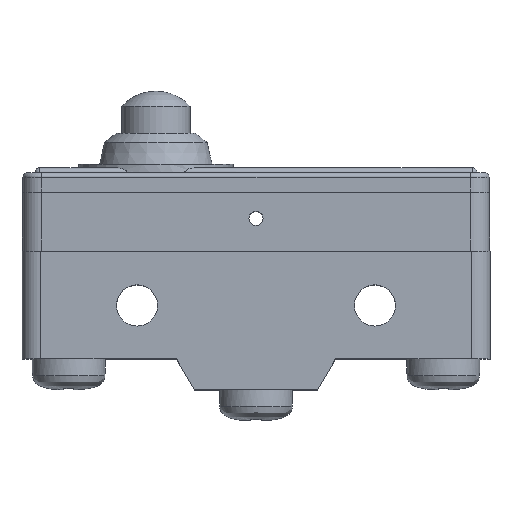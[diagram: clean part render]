
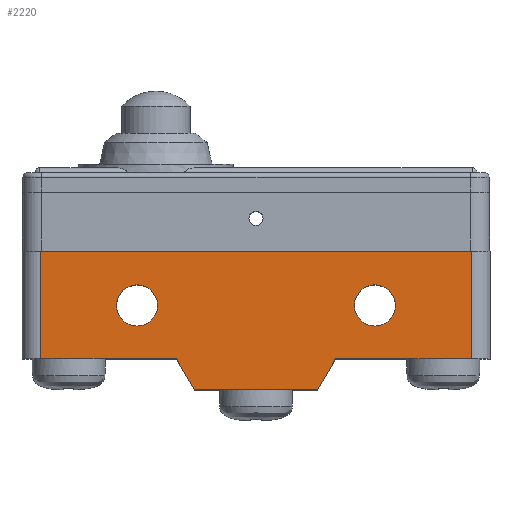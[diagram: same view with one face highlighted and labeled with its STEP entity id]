
A CAD part, top view. The second image highlights one B-rep face of the part: STEP entity #2220.
In plain terms, the highlighted planar face has unit normal (0, 0, 1).
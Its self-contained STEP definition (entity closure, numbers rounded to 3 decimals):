
#6=DIRECTION('',(1.,0.,0.));
#7=VECTOR('',#6,13.2);
#8=CARTESIAN_POINT('',(-6.6,0.,9.));
#9=LINE('',#8,#7);
#76=CARTESIAN_POINT('',(12.7,9.,9.));
#77=DIRECTION('',(0.,0.,1.));
#78=DIRECTION('',(1.,0.,0.));
#79=AXIS2_PLACEMENT_3D('',#76,#77,#78);
#81=CARTESIAN_POINT('',(12.7,9.,9.));
#82=DIRECTION('',(0.,0.,1.));
#83=DIRECTION('',(-1.,0.,0.));
#84=AXIS2_PLACEMENT_3D('',#81,#82,#83);
#86=CARTESIAN_POINT('',(-12.7,9.,9.));
#87=DIRECTION('',(0.,0.,1.));
#88=DIRECTION('',(1.,0.,0.));
#89=AXIS2_PLACEMENT_3D('',#86,#87,#88);
#91=CARTESIAN_POINT('',(-12.7,9.,9.));
#92=DIRECTION('',(0.,0.,1.));
#93=DIRECTION('',(-1.,0.,0.));
#94=AXIS2_PLACEMENT_3D('',#91,#92,#93);
#96=DIRECTION('',(0.,-1.,0.));
#97=VECTOR('',#96,11.5);
#98=CARTESIAN_POINT('',(23.,14.8,9.));
#99=LINE('',#98,#97);
#100=DIRECTION('',(-1.,0.,0.));
#101=VECTOR('',#100,14.5);
#102=CARTESIAN_POINT('',(23.,3.3,9.));
#103=LINE('',#102,#101);
#104=DIRECTION('',(-0.499,-0.867,0.));
#105=VECTOR('',#104,3.808);
#106=CARTESIAN_POINT('',(8.5,3.3,9.));
#107=LINE('',#106,#105);
#108=DIRECTION('',(-0.499,0.867,0.));
#109=VECTOR('',#108,3.808);
#110=CARTESIAN_POINT('',(-6.6,0.,9.));
#111=LINE('',#110,#109);
#112=DIRECTION('',(1.,0.,0.));
#113=VECTOR('',#112,14.5);
#114=CARTESIAN_POINT('',(-23.,3.3,9.));
#115=LINE('',#114,#113);
#116=DIRECTION('',(0.,-1.,0.));
#117=VECTOR('',#116,11.5);
#118=CARTESIAN_POINT('',(-23.,14.8,9.));
#119=LINE('',#118,#117);
#137=DIRECTION('',(1.,0.,0.));
#138=VECTOR('',#137,46.);
#139=CARTESIAN_POINT('',(-23.,14.8,9.));
#140=LINE('',#139,#138);
#1730=CARTESIAN_POINT('',(-6.6,0.,9.));
#1732=VERTEX_POINT('',#1730);
#1734=CARTESIAN_POINT('',(6.6,0.,9.));
#1736=VERTEX_POINT('',#1734);
#1738=CARTESIAN_POINT('',(-8.5,3.3,9.));
#1739=VERTEX_POINT('',#1738);
#1740=CARTESIAN_POINT('',(8.5,3.3,9.));
#1741=VERTEX_POINT('',#1740);
#1746=CARTESIAN_POINT('',(14.9,9.,9.));
#1747=CARTESIAN_POINT('',(10.5,9.,9.));
#1748=VERTEX_POINT('',#1746);
#1749=VERTEX_POINT('',#1747);
#1750=CARTESIAN_POINT('',(-10.5,9.,9.));
#1751=CARTESIAN_POINT('',(-14.9,9.,9.));
#1752=VERTEX_POINT('',#1750);
#1753=VERTEX_POINT('',#1751);
#1790=CARTESIAN_POINT('',(23.,3.3,9.));
#1791=VERTEX_POINT('',#1790);
#1792=CARTESIAN_POINT('',(23.,14.8,9.));
#1793=VERTEX_POINT('',#1792);
#1818=CARTESIAN_POINT('',(-23.,14.8,9.));
#1819=CARTESIAN_POINT('',(-23.,3.3,9.));
#1820=VERTEX_POINT('',#1818);
#1821=VERTEX_POINT('',#1819);
#2188=CARTESIAN_POINT('',(-25.,0.,9.));
#2189=DIRECTION('',(0.,0.,1.));
#2190=DIRECTION('',(1.,0.,0.));
#2191=AXIS2_PLACEMENT_3D('',#2188,#2189,#2190);
#2192=PLANE('',#2191);
#2194=ORIENTED_EDGE('',*,*,#2193,.T.);
#2196=ORIENTED_EDGE('',*,*,#2195,.T.);
#2198=ORIENTED_EDGE('',*,*,#2197,.T.);
#2199=ORIENTED_EDGE('',*,*,#2109,.F.);
#2200=ORIENTED_EDGE('',*,*,#2134,.T.);
#2202=ORIENTED_EDGE('',*,*,#2201,.F.);
#2204=ORIENTED_EDGE('',*,*,#2203,.F.);
#2206=ORIENTED_EDGE('',*,*,#2205,.T.);
#2207=EDGE_LOOP('',(#2194,#2196,#2198,#2199,#2200,#2202,#2204,#2206));
#2208=FACE_OUTER_BOUND('',#2207,.F.);
#2210=ORIENTED_EDGE('',*,*,#2209,.T.);
#2212=ORIENTED_EDGE('',*,*,#2211,.T.);
#2213=EDGE_LOOP('',(#2210,#2212));
#2214=FACE_BOUND('',#2213,.F.);
#2215=ORIENTED_EDGE('',*,*,#2178,.T.);
#2217=ORIENTED_EDGE('',*,*,#2216,.T.);
#2218=EDGE_LOOP('',(#2215,#2217));
#2219=FACE_BOUND('',#2218,.F.);
#80=CIRCLE('',#79,2.2);
#85=CIRCLE('',#84,2.2);
#90=CIRCLE('',#89,2.2);
#95=CIRCLE('',#94,2.2);
#2109=EDGE_CURVE('',#1732,#1736,#9,.T.);
#2134=EDGE_CURVE('',#1732,#1739,#111,.T.);
#2178=EDGE_CURVE('',#1748,#1749,#80,.T.);
#2193=EDGE_CURVE('',#1793,#1791,#99,.T.);
#2195=EDGE_CURVE('',#1791,#1741,#103,.T.);
#2197=EDGE_CURVE('',#1741,#1736,#107,.T.);
#2201=EDGE_CURVE('',#1821,#1739,#115,.T.);
#2203=EDGE_CURVE('',#1820,#1821,#119,.T.);
#2205=EDGE_CURVE('',#1820,#1793,#140,.T.);
#2209=EDGE_CURVE('',#1752,#1753,#90,.T.);
#2211=EDGE_CURVE('',#1753,#1752,#95,.T.);
#2216=EDGE_CURVE('',#1749,#1748,#85,.T.);
#2220=ADVANCED_FACE('',(#2208,#2214,#2219),#2192,.T.);
